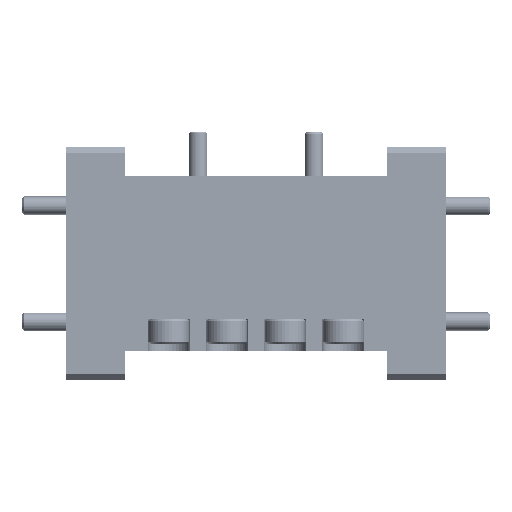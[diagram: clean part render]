
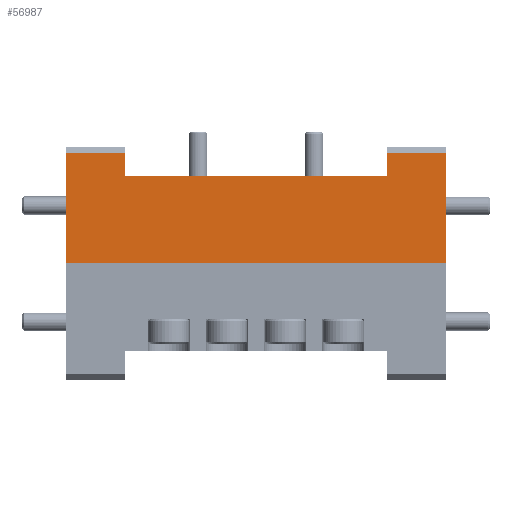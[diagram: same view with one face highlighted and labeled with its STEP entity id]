
A CAD part, top view. The second image highlights one B-rep face of the part: STEP entity #56987.
In plain terms, the highlighted planar face has unit normal (0, 0, 1).
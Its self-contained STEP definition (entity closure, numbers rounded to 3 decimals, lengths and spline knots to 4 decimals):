
#1876 = CARTESIAN_POINT ( 'NONE',  ( 0.9526, 1.2091, 1.3639 ) ) ;
#4662 = VECTOR ( 'NONE', #5750, 39.3701 ) ;
#4805 = VERTEX_POINT ( 'NONE', #22270 ) ;
#5056 = VECTOR ( 'NONE', #69155, 39.3701 ) ;
#5750 = DIRECTION ( 'NONE',  ( -1., 0., 0. ) ) ;
#7049 = VERTEX_POINT ( 'NONE', #26157 ) ;
#7686 = VERTEX_POINT ( 'NONE', #40040 ) ;
#9081 = VECTOR ( 'NONE', #69803, 39.3701 ) ;
#11981 = CARTESIAN_POINT ( 'NONE',  ( -0.1474, 1.2091, 1.3639 ) ) ;
#15867 = EDGE_CURVE ( 'NONE', #55411, #4805, #23973, .T. ) ;
#20615 = CARTESIAN_POINT ( 'NONE',  ( 0.0526, 1.3091, 1.3639 ) ) ;
#21134 = LINE ( 'NONE', #59321, #9081 ) ;
#22270 = CARTESIAN_POINT ( 'NONE',  ( 1.1526, 0.9091, 1.3639 ) ) ;
#23973 = LINE ( 'NONE', #33077, #5056 ) ;
#25029 = CARTESIAN_POINT ( 'NONE',  ( -0.1474, 1.2891, 1.3639 ) ) ;
#26157 = CARTESIAN_POINT ( 'NONE',  ( 0.9526, 1.2891, 1.3639 ) ) ;
#28809 = EDGE_CURVE ( 'NONE', #36796, #87725, #49262, .T. ) ;
#33077 = CARTESIAN_POINT ( 'NONE',  ( 1.1526, 1.3091, 1.3639 ) ) ;
#36796 = VERTEX_POINT ( 'NONE', #41000 ) ;
#37375 = FACE_OUTER_BOUND ( 'NONE', #97891, .T. ) ;
#37718 = EDGE_CURVE ( 'NONE', #7686, #83529, #102751, .T. ) ;
#37845 = DIRECTION ( 'NONE',  ( 0., 1., 0. ) ) ;
#40040 = CARTESIAN_POINT ( 'NONE',  ( 0.0526, 1.2891, 1.3639 ) ) ;
#41000 = CARTESIAN_POINT ( 'NONE',  ( 0.0526, 1.2091, 1.3639 ) ) ;
#41767 = VECTOR ( 'NONE', #94422, 39.3701 ) ;
#42141 = EDGE_CURVE ( 'NONE', #7049, #87725, #56470, .T. ) ;
#42145 = LINE ( 'NONE', #64393, #107873 ) ;
#44864 = EDGE_CURVE ( 'NONE', #83483, #4805, #21134, .T. ) ;
#48368 = CARTESIAN_POINT ( 'NONE',  ( -0.1474, 1.2891, 1.3639 ) ) ;
#49262 = LINE ( 'NONE', #11981, #82940 ) ;
#50883 = EDGE_CURVE ( 'NONE', #55411, #7049, #105485, .T. ) ;
#53247 = CARTESIAN_POINT ( 'NONE',  ( 1.1526, 1.2891, 1.3639 ) ) ;
#53388 = ORIENTED_EDGE ( 'NONE', *, *, #98884, .T. ) ;
#55411 = VERTEX_POINT ( 'NONE', #53247 ) ;
#55704 = ORIENTED_EDGE ( 'NONE', *, *, #81098, .T. ) ;
#55901 = LINE ( 'NONE', #20615, #64004 ) ;
#56470 = LINE ( 'NONE', #60241, #41767 ) ;
#56987 = ADVANCED_FACE ( 'NONE', ( #37375 ), #67297, .F. ) ;
#58366 = CARTESIAN_POINT ( 'NONE',  ( -0.1474, 1.2891, 1.3639 ) ) ;
#59315 = ORIENTED_EDGE ( 'NONE', *, *, #44864, .T. ) ;
#59321 = CARTESIAN_POINT ( 'NONE',  ( -0.1474, 0.9091, 1.3639 ) ) ;
#60241 = CARTESIAN_POINT ( 'NONE',  ( 0.9526, 1.3091, 1.3639 ) ) ;
#60250 = ORIENTED_EDGE ( 'NONE', *, *, #28809, .F. ) ;
#62013 = AXIS2_PLACEMENT_3D ( 'NONE', #102976, #67674, #110824 ) ;
#62317 = ORIENTED_EDGE ( 'NONE', *, *, #15867, .F. ) ;
#64004 = VECTOR ( 'NONE', #37845, 39.3701 ) ;
#64393 = CARTESIAN_POINT ( 'NONE',  ( -0.1474, 1.3091, 1.3639 ) ) ;
#67297 = PLANE ( 'NONE',  #62013 ) ;
#67674 = DIRECTION ( 'NONE',  ( 0., 0., -1. ) ) ;
#69155 = DIRECTION ( 'NONE',  ( 0., -1., 0. ) ) ;
#69803 = DIRECTION ( 'NONE',  ( 1., 0., 0. ) ) ;
#71840 = ORIENTED_EDGE ( 'NONE', *, *, #42141, .T. ) ;
#77212 = ORIENTED_EDGE ( 'NONE', *, *, #50883, .T. ) ;
#81098 = EDGE_CURVE ( 'NONE', #83529, #83483, #42145, .T. ) ;
#82940 = VECTOR ( 'NONE', #107694, 39.3701 ) ;
#83483 = VERTEX_POINT ( 'NONE', #109494 ) ;
#83529 = VERTEX_POINT ( 'NONE', #25029 ) ;
#87725 = VERTEX_POINT ( 'NONE', #1876 ) ;
#94422 = DIRECTION ( 'NONE',  ( 0., -1., 0. ) ) ;
#97891 = EDGE_LOOP ( 'NONE', ( #53388, #110085, #55704, #59315, #62317, #77212, #71840, #60250 ) ) ;
#98884 = EDGE_CURVE ( 'NONE', #36796, #7686, #55901, .T. ) ;
#102751 = LINE ( 'NONE', #48368, #110788 ) ;
#102976 = CARTESIAN_POINT ( 'NONE',  ( -0.1474, 1.3091, 1.3639 ) ) ;
#105485 = LINE ( 'NONE', #58366, #4662 ) ;
#106432 = DIRECTION ( 'NONE',  ( 0., -1., 0. ) ) ;
#107694 = DIRECTION ( 'NONE',  ( 1., 0., 0. ) ) ;
#107873 = VECTOR ( 'NONE', #106432, 39.3701 ) ;
#108393 = DIRECTION ( 'NONE',  ( -1., 0., 0. ) ) ;
#109494 = CARTESIAN_POINT ( 'NONE',  ( -0.1474, 0.9091, 1.3639 ) ) ;
#110085 = ORIENTED_EDGE ( 'NONE', *, *, #37718, .T. ) ;
#110788 = VECTOR ( 'NONE', #108393, 39.3701 ) ;
#110824 = DIRECTION ( 'NONE',  ( 1., 0., 0. ) ) ;
